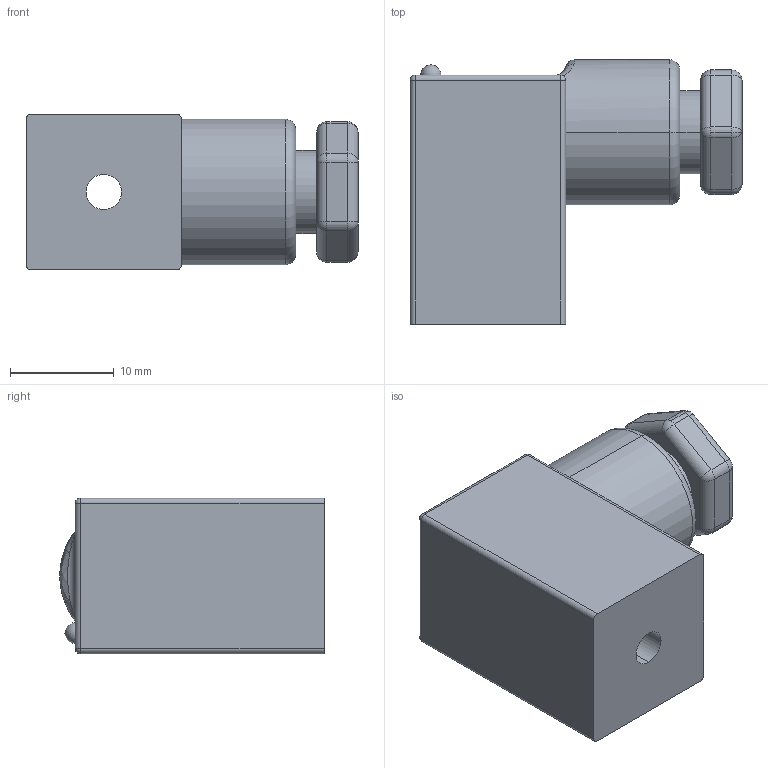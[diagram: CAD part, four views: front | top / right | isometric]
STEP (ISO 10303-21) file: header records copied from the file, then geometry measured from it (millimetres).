
FILE_DESCRIPTION (( 'STEP AP214' ), '1' );
FILE_NAME ('CNT00024_C.STEP', '2018-09-18T09:30:21', ( '' ), ( '' ), 'SwSTEP 2.0', 'SolidWorks 2018', '' );
FILE_SCHEMA (( 'AUTOMOTIVE_DESIGN' ));
Length unit declared in the file: millimetre
Products named in the file (1): CNT00024_C
Bounding box: 32 x 25.5 x 15 mm (x, y, z)
Volume: 7164.2 mm3; surface area: 3092.7 mm2
Topology: 1 solids, 1 shells, 82 faces, 185 edges, 97 vertices
Faces by surface type: cylinder 39, sphere 19, plane 19, bspline 3, torus 2
Entity records: 2354 total; most frequent: CARTESIAN_POINT 549, DIRECTION 404, ORIENTED_EDGE 340, EDGE_CURVE 170, AXIS2_PLACEMENT_3D 166, VERTEX_POINT 95, EDGE_LOOP 89, CIRCLE 86
